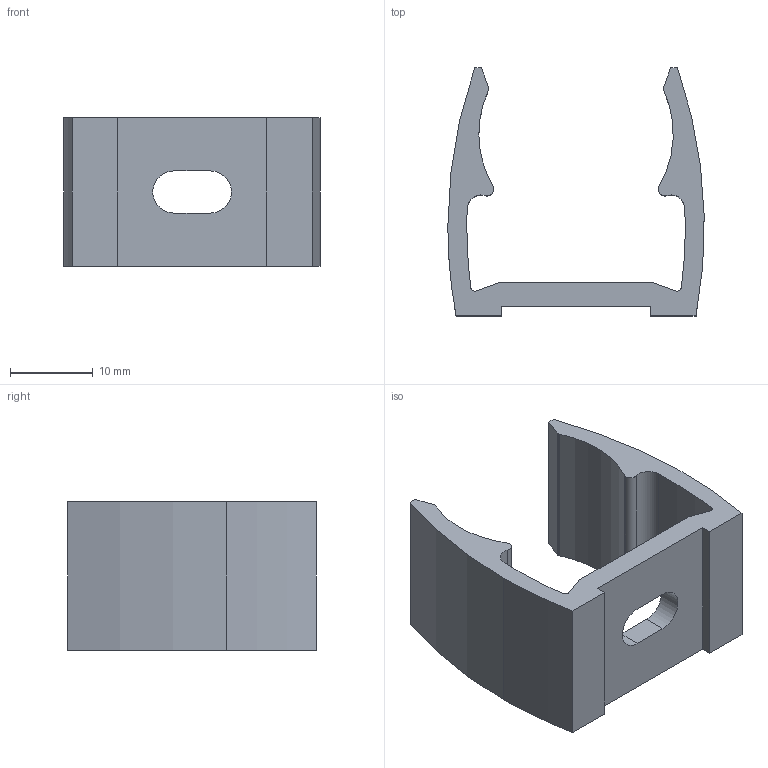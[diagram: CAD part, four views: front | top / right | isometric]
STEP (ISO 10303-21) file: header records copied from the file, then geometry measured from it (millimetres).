
FILE_DESCRIPTION (( 'STEP AP214' ), '1' );
FILE_NAME ('2149925.stp', '2016-07-29T11:38:28', ( '' ), ( '' ), 'SwSTEP 2.0', 'SolidWorks 2014', '' );
FILE_SCHEMA (( 'AUTOMOTIVE_DESIGN' ));
Length unit declared in the file: millimetre
Products named in the file (1): 2149925
Bounding box: 30.98 x 30 x 18 mm (x, y, z)
Volume: 4142.3 mm3; surface area: 3680.8 mm2
Topology: 1 solids, 1 shells, 37 faces, 105 edges, 70 vertices
Faces by surface type: cylinder 21, plane 16
Entity records: 1259 total; most frequent: DIRECTION 223, CARTESIAN_POINT 213, ORIENTED_EDGE 210, EDGE_CURVE 105, AXIS2_PLACEMENT_3D 80, VERTEX_POINT 70, LINE 63, VECTOR 63
